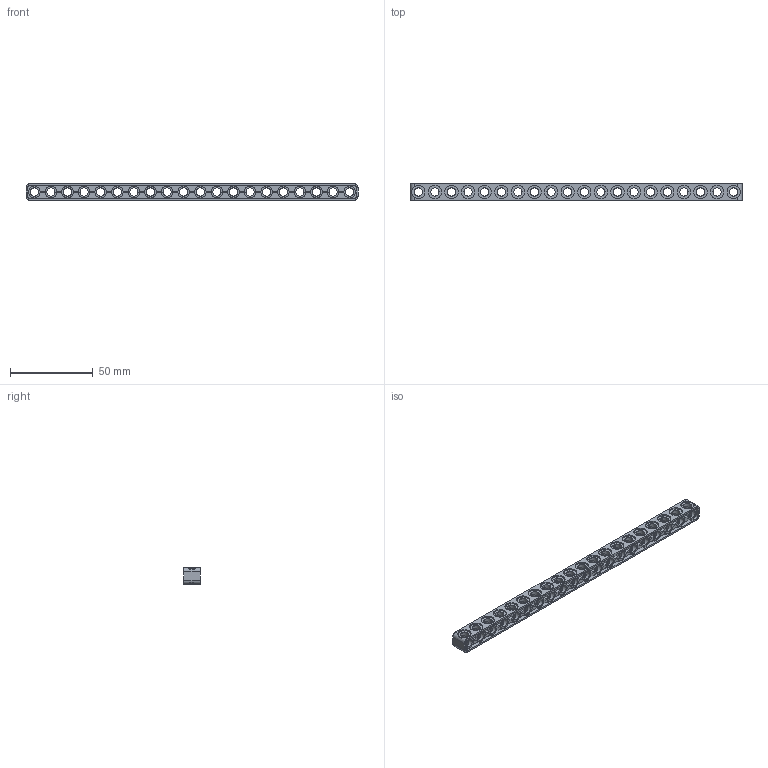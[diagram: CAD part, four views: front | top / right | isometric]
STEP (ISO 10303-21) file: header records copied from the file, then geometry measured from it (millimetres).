
FILE_DESCRIPTION(/* description */ ('Unknown'),/* implementation_level */ '2;1');
FILE_NAME(/* name */ 'B1x20v',/* time_stamp */ '2018-06-25T19:21:39+02:00',/* author */ ('Unknown'),/* organization */ ('Unknown'),/* preprocessor_version */ 'ST-DEVELOPER v16.7',/* originating_system */ 'DEX',/* authorisation */ $);
FILE_SCHEMA (('AUTOMOTIVE_DESIGN {1 0 10303 214 3 1 1}'));
Length unit declared in the file: millimetre
Products named in the file (1): B1x20v
Bounding box: 200 x 10 x 10 mm (x, y, z)
Volume: 8678.1 mm3; surface area: 13970.4 mm2
Topology: 1 solids, 1 shells, 676 faces, 1972 edges, 1296 vertices
Faces by surface type: plane 384, cylinder 292
Full cylindrical faces by diameter (mm): 5 x80, 8 x40
Entity records: 21466 total; most frequent: DIRECTION 3718, CARTESIAN_POINT 3713, ORIENTED_EDGE 3568, EDGE_CURVE 1784, AXIS2_PLACEMENT_3D 1261, VERTEX_POINT 1228, LINE 1196, VECTOR 1196
